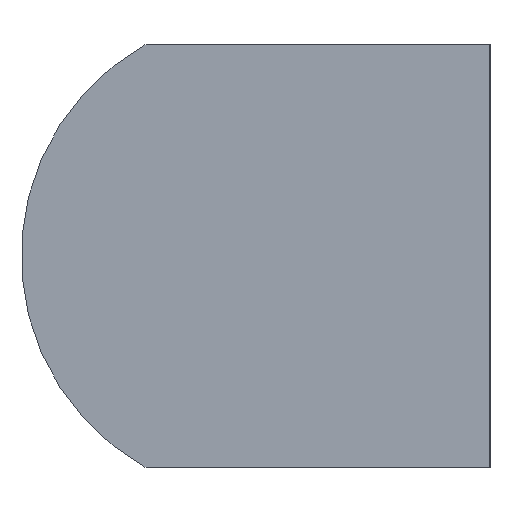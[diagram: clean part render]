
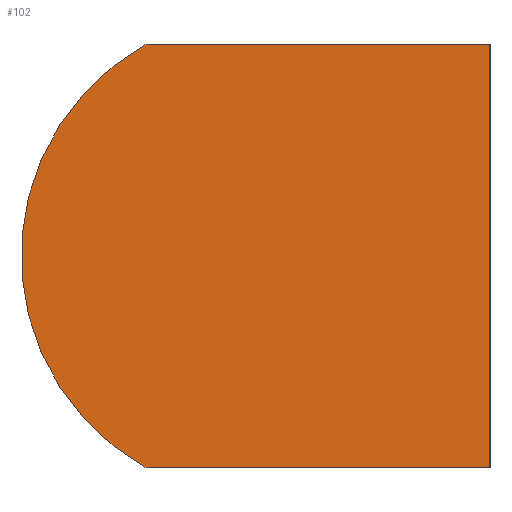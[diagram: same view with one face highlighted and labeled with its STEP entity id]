
A CAD part, left-side view. The second image highlights one B-rep face of the part: STEP entity #102.
In plain terms, the highlighted planar face has unit normal (-1, 0, 0).
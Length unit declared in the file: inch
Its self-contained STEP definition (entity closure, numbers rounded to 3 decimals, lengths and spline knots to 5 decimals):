
#16=CIRCLE('',#117,0.06299);
#21=FACE_OUTER_BOUND('',#27,.T.);
#27=EDGE_LOOP('',(#82,#83,#84,#85));
#31=LINE('',#155,#41);
#35=LINE('',#163,#45);
#39=LINE('',#170,#49);
#41=VECTOR('',#126,0.08955);
#45=VECTOR('',#132,0.11024);
#49=VECTOR('',#138,0.08955);
#50=VERTEX_POINT('',#151);
#52=VERTEX_POINT('',#154);
#55=VERTEX_POINT('',#161);
#57=VERTEX_POINT('',#168);
#59=EDGE_CURVE('',#52,#50,#31,.T.);
#63=EDGE_CURVE('',#55,#50,#35,.T.);
#67=EDGE_CURVE('',#55,#57,#39,.T.);
#68=EDGE_CURVE('',#52,#57,#16,.T.);
#82=ORIENTED_EDGE('',*,*,#68,.F.);
#83=ORIENTED_EDGE('',*,*,#59,.T.);
#84=ORIENTED_EDGE('',*,*,#63,.F.);
#85=ORIENTED_EDGE('',*,*,#67,.T.);
#97=PLANE('',#116);
#102=ADVANCED_FACE('',(#21),#97,.F.);
#116=AXIS2_PLACEMENT_3D('',#171,#139,#140);
#117=AXIS2_PLACEMENT_3D('',#172,#141,#142);
#126=DIRECTION('',(0.,-1.,0.));
#132=DIRECTION('',(0.,0.,-1.));
#138=DIRECTION('',(0.,1.,0.));
#139=DIRECTION('center_axis',(1.,0.,0.));
#140=DIRECTION('ref_axis',(0.,0.,-1.));
#141=DIRECTION('center_axis',(1.,0.,0.));
#142=DIRECTION('ref_axis',(0.,0.484,-0.875));
#151=CARTESIAN_POINT('',(-0.08465,0.,-0.05512));
#154=CARTESIAN_POINT('',(-0.08465,0.08955,-0.05512));
#155=CARTESIAN_POINT('',(-0.08465,0.08955,-0.05512));
#161=CARTESIAN_POINT('',(-0.08465,0.,0.05512));
#163=CARTESIAN_POINT('',(-0.08465,0.,0.05512));
#168=CARTESIAN_POINT('',(-0.08465,0.08955,0.05512));
#170=CARTESIAN_POINT('',(-0.08465,0.,0.05512));
#171=CARTESIAN_POINT('Origin',(-0.08465,0.12205,0.05512));
#172=CARTESIAN_POINT('Origin',(-0.08465,0.05906,0.));
